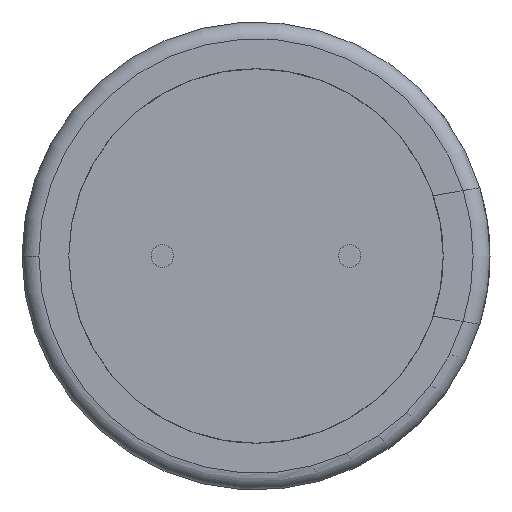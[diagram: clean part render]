
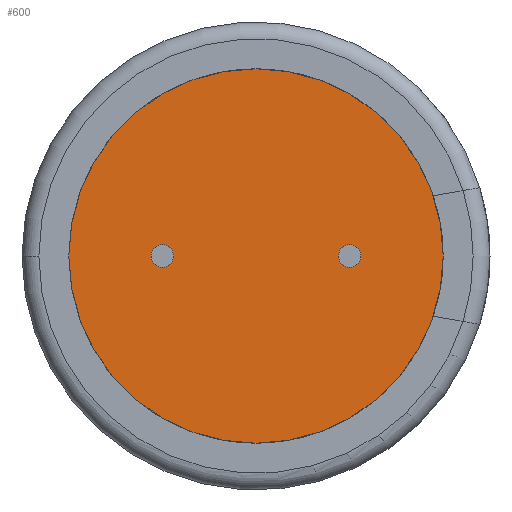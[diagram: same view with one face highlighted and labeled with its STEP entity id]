
A CAD part, front view. The second image highlights one B-rep face of the part: STEP entity #600.
In plain terms, the highlighted planar face has unit normal (0, -1, 0).
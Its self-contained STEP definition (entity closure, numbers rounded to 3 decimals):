
#114 = CARTESIAN_POINT ( 'NONE',  ( 2.5, 0., 0. ) ) ;
#120 = AXIS2_PLACEMENT_3D ( 'NONE', #295, #2017, #2210 ) ;
#154 = EDGE_CURVE ( 'NONE', #425, #1232, #1300, .T. ) ;
#158 = EDGE_LOOP ( 'NONE', ( #2173, #1253 ) ) ;
#166 = ORIENTED_EDGE ( 'NONE', *, *, #154, .F. ) ;
#186 = FACE_BOUND ( 'NONE', #797, .T. ) ;
#242 = DIRECTION ( 'NONE',  ( 0., -1., 0. ) ) ;
#262 = EDGE_CURVE ( 'NONE', #1872, #1307, #2326, .T. ) ;
#295 = CARTESIAN_POINT ( 'NONE',  ( -2.5, 0., 0. ) ) ;
#388 = AXIS2_PLACEMENT_3D ( 'NONE', #1600, #408, #1609 ) ;
#401 = EDGE_LOOP ( 'NONE', ( #166, #2269 ) ) ;
#408 = DIRECTION ( 'NONE',  ( 0., 1., 0. ) ) ;
#425 = VERTEX_POINT ( 'NONE', #1449 ) ;
#431 = VERTEX_POINT ( 'NONE', #683 ) ;
#432 = DIRECTION ( 'NONE',  ( -1., 0., 0. ) ) ;
#452 = AXIS2_PLACEMENT_3D ( 'NONE', #680, #1995, #849 ) ;
#461 = FACE_OUTER_BOUND ( 'NONE', #158, .T. ) ;
#467 = CARTESIAN_POINT ( 'NONE',  ( 5., 0., 0. ) ) ;
#494 = DIRECTION ( 'NONE',  ( -1., 0., 0. ) ) ;
#508 = CIRCLE ( 'NONE', #534, 0.3 ) ;
#534 = AXIS2_PLACEMENT_3D ( 'NONE', #114, #2420, #2397 ) ;
#535 = EDGE_CURVE ( 'NONE', #1307, #1872, #799, .T. ) ;
#600 = ADVANCED_FACE ( 'NONE', ( #186, #1368, #461 ), #2367, .F. ) ;
#613 = AXIS2_PLACEMENT_3D ( 'NONE', #1788, #1015, #432 ) ;
#680 = CARTESIAN_POINT ( 'NONE',  ( -2.5, 0., 0. ) ) ;
#683 = CARTESIAN_POINT ( 'NONE',  ( -2.5, 0., 0.3 ) ) ;
#797 = EDGE_LOOP ( 'NONE', ( #1337, #2385 ) ) ;
#799 = CIRCLE ( 'NONE', #884, 5. ) ;
#849 = DIRECTION ( 'NONE',  ( -1., 0., 0. ) ) ;
#884 = AXIS2_PLACEMENT_3D ( 'NONE', #2158, #1471, #494 ) ;
#891 = EDGE_CURVE ( 'NONE', #978, #431, #1322, .T. ) ;
#962 = CIRCLE ( 'NONE', #452, 0.3 ) ;
#970 = CARTESIAN_POINT ( 'NONE',  ( -2.5, 0., -0.3 ) ) ;
#978 = VERTEX_POINT ( 'NONE', #970 ) ;
#1015 = DIRECTION ( 'NONE',  ( 0., 1., 0. ) ) ;
#1016 = CARTESIAN_POINT ( 'NONE',  ( 2.5, 0., 0. ) ) ;
#1232 = VERTEX_POINT ( 'NONE', #1285 ) ;
#1253 = ORIENTED_EDGE ( 'NONE', *, *, #535, .F. ) ;
#1285 = CARTESIAN_POINT ( 'NONE',  ( 2.5, 0., -0.3 ) ) ;
#1300 = CIRCLE ( 'NONE', #2375, 0.3 ) ;
#1307 = VERTEX_POINT ( 'NONE', #467 ) ;
#1322 = CIRCLE ( 'NONE', #120, 0.3 ) ;
#1337 = ORIENTED_EDGE ( 'NONE', *, *, #1690, .F. ) ;
#1368 = FACE_BOUND ( 'NONE', #401, .T. ) ;
#1449 = CARTESIAN_POINT ( 'NONE',  ( 2.5, 0., 0.3 ) ) ;
#1471 = DIRECTION ( 'NONE',  ( 0., 1., 0. ) ) ;
#1600 = CARTESIAN_POINT ( 'NONE',  ( 0., 0., 0. ) ) ;
#1609 = DIRECTION ( 'NONE',  ( -1., 0., 0. ) ) ;
#1690 = EDGE_CURVE ( 'NONE', #431, #978, #962, .T. ) ;
#1745 = EDGE_CURVE ( 'NONE', #1232, #425, #508, .T. ) ;
#1788 = CARTESIAN_POINT ( 'NONE',  ( 0., 0., 0. ) ) ;
#1872 = VERTEX_POINT ( 'NONE', #2309 ) ;
#1978 = DIRECTION ( 'NONE',  ( -1., 0., 0. ) ) ;
#1995 = DIRECTION ( 'NONE',  ( 0., -1., 0. ) ) ;
#2017 = DIRECTION ( 'NONE',  ( 0., -1., 0. ) ) ;
#2158 = CARTESIAN_POINT ( 'NONE',  ( 0., 0., 0. ) ) ;
#2173 = ORIENTED_EDGE ( 'NONE', *, *, #262, .F. ) ;
#2210 = DIRECTION ( 'NONE',  ( -1., 0., 0. ) ) ;
#2269 = ORIENTED_EDGE ( 'NONE', *, *, #1745, .F. ) ;
#2309 = CARTESIAN_POINT ( 'NONE',  ( -5., 0., 0. ) ) ;
#2326 = CIRCLE ( 'NONE', #388, 5. ) ;
#2367 = PLANE ( 'NONE',  #613 ) ;
#2375 = AXIS2_PLACEMENT_3D ( 'NONE', #1016, #242, #1978 ) ;
#2385 = ORIENTED_EDGE ( 'NONE', *, *, #891, .F. ) ;
#2397 = DIRECTION ( 'NONE',  ( -1., 0., 0. ) ) ;
#2420 = DIRECTION ( 'NONE',  ( 0., -1., 0. ) ) ;
